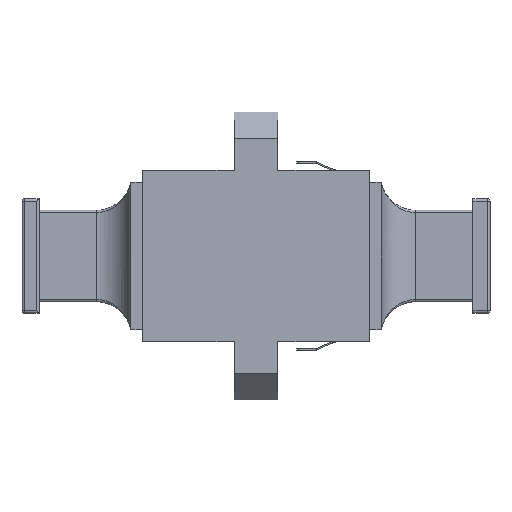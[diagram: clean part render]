
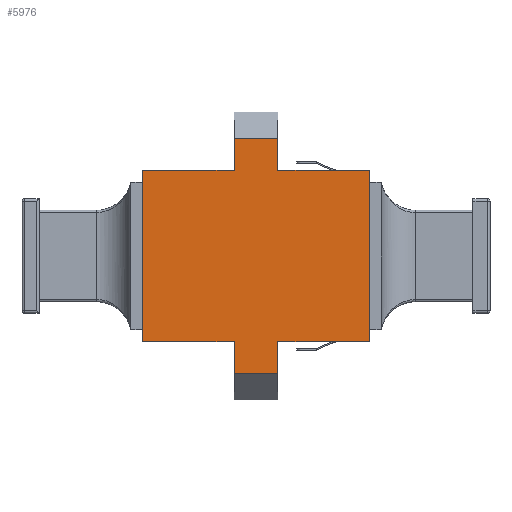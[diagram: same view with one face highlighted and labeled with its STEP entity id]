
A CAD part, front view. The second image highlights one B-rep face of the part: STEP entity #5976.
In plain terms, the highlighted planar face has unit normal (0, -1, 0).
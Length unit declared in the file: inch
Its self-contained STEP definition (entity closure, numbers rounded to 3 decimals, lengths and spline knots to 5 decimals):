
#40 = CARTESIAN_POINT ( 'NONE',  ( 0.075, -0.193, 0.405 ) ) ;
#477 = ORIENTED_EDGE ( 'NONE', *, *, #1001, .T. ) ;
#512 = DIRECTION ( 'NONE',  ( 0., 0., 1. ) ) ;
#554 = EDGE_CURVE ( 'NONE', #5238, #721, #4688, .T. ) ;
#606 = DIRECTION ( 'NONE',  ( -1., 0., 0. ) ) ;
#718 = VERTEX_POINT ( 'NONE', #4485 ) ;
#721 = VERTEX_POINT ( 'NONE', #5790 ) ;
#871 = CARTESIAN_POINT ( 'NONE',  ( 0.391, -0.193, 0.294 ) ) ;
#907 = CARTESIAN_POINT ( 'NONE',  ( -0.075, -0.193, 0.495 ) ) ;
#949 = DIRECTION ( 'NONE',  ( 0., 0., -1. ) ) ;
#1001 = EDGE_CURVE ( 'NONE', #2984, #718, #5477, .T. ) ;
#1041 = ORIENTED_EDGE ( 'NONE', *, *, #3680, .F. ) ;
#1121 = VECTOR ( 'NONE', #4180, 39.37008 ) ;
#1153 = VECTOR ( 'NONE', #5339, 39.37008 ) ;
#1163 = EDGE_LOOP ( 'NONE', ( #477, #6405, #2684, #8287, #1041, #5335, #2219, #2766, #1240, #7952, #4270, #3455 ) ) ;
#1181 = LINE ( 'NONE', #2234, #1567 ) ;
#1240 = ORIENTED_EDGE ( 'NONE', *, *, #1505, .T. ) ;
#1277 = DIRECTION ( 'NONE',  ( 0., 0., -1. ) ) ;
#1505 = EDGE_CURVE ( 'NONE', #8331, #5238, #4166, .T. ) ;
#1531 = DIRECTION ( 'NONE',  ( -1., 0., 0. ) ) ;
#1567 = VECTOR ( 'NONE', #6724, 39.37008 ) ;
#1575 = VECTOR ( 'NONE', #949, 39.37008 ) ;
#1707 = CARTESIAN_POINT ( 'NONE',  ( 0.075, -0.193, 0.495 ) ) ;
#1810 = AXIS2_PLACEMENT_3D ( 'NONE', #5645, #4359, #512 ) ;
#2084 = VECTOR ( 'NONE', #5393, 39.37008 ) ;
#2176 = EDGE_CURVE ( 'NONE', #2984, #3821, #7584, .T. ) ;
#2219 = ORIENTED_EDGE ( 'NONE', *, *, #3981, .F. ) ;
#2234 = CARTESIAN_POINT ( 'NONE',  ( 0.391, -0.193, -0.294 ) ) ;
#2284 = CARTESIAN_POINT ( 'NONE',  ( 0.391, -0.193, 0.294 ) ) ;
#2640 = DIRECTION ( 'NONE',  ( -1., 0., 0. ) ) ;
#2684 = ORIENTED_EDGE ( 'NONE', *, *, #6003, .F. ) ;
#2688 = LINE ( 'NONE', #4491, #5536 ) ;
#2766 = ORIENTED_EDGE ( 'NONE', *, *, #3703, .T. ) ;
#2827 = VERTEX_POINT ( 'NONE', #7595 ) ;
#2901 = VECTOR ( 'NONE', #2640, 39.37008 ) ;
#2984 = VERTEX_POINT ( 'NONE', #7049 ) ;
#3282 = VERTEX_POINT ( 'NONE', #2284 ) ;
#3419 = VERTEX_POINT ( 'NONE', #8372 ) ;
#3455 = ORIENTED_EDGE ( 'NONE', *, *, #2176, .F. ) ;
#3507 = CARTESIAN_POINT ( 'NONE',  ( 0.075, -0.193, 0.405 ) ) ;
#3680 = EDGE_CURVE ( 'NONE', #3282, #3419, #6120, .T. ) ;
#3703 = EDGE_CURVE ( 'NONE', #4313, #8331, #7004, .T. ) ;
#3744 = CARTESIAN_POINT ( 'NONE',  ( 0.391, -0.193, -0.294 ) ) ;
#3804 = FACE_OUTER_BOUND ( 'NONE', #1163, .T. ) ;
#3821 = VERTEX_POINT ( 'NONE', #8194 ) ;
#3963 = LINE ( 'NONE', #6579, #1153 ) ;
#3981 = EDGE_CURVE ( 'NONE', #4313, #2827, #2688, .T. ) ;
#4166 = LINE ( 'NONE', #5467, #4650 ) ;
#4180 = DIRECTION ( 'NONE',  ( 0., 0., -1. ) ) ;
#4270 = ORIENTED_EDGE ( 'NONE', *, *, #5845, .T. ) ;
#4313 = VERTEX_POINT ( 'NONE', #40 ) ;
#4359 = DIRECTION ( 'NONE',  ( 0., 1., 0. ) ) ;
#4391 = PLANE ( 'NONE',  #1810 ) ;
#4485 = CARTESIAN_POINT ( 'NONE',  ( -0.075, -0.193, -0.405 ) ) ;
#4491 = CARTESIAN_POINT ( 'NONE',  ( 0.075, -0.193, 0.495 ) ) ;
#4498 = VECTOR ( 'NONE', #1531, 39.37008 ) ;
#4650 = VECTOR ( 'NONE', #7396, 39.37008 ) ;
#4660 = CARTESIAN_POINT ( 'NONE',  ( 0.391, -0.193, 0.294 ) ) ;
#4688 = LINE ( 'NONE', #5540, #5309 ) ;
#4795 = CARTESIAN_POINT ( 'NONE',  ( 0.075, -0.193, -0.405 ) ) ;
#4882 = EDGE_CURVE ( 'NONE', #3282, #2827, #8238, .T. ) ;
#5238 = VERTEX_POINT ( 'NONE', #6692 ) ;
#5282 = VERTEX_POINT ( 'NONE', #7512 ) ;
#5309 = VECTOR ( 'NONE', #6128, 39.37008 ) ;
#5335 = ORIENTED_EDGE ( 'NONE', *, *, #4882, .T. ) ;
#5339 = DIRECTION ( 'NONE',  ( 1., 0., 0. ) ) ;
#5393 = DIRECTION ( 'NONE',  ( 0., 0., -1. ) ) ;
#5467 = CARTESIAN_POINT ( 'NONE',  ( -0.075, -0.193, 0.495 ) ) ;
#5477 = LINE ( 'NONE', #907, #1121 ) ;
#5536 = VECTOR ( 'NONE', #1277, 39.37008 ) ;
#5540 = CARTESIAN_POINT ( 'NONE',  ( 0.391, -0.193, 0.294 ) ) ;
#5592 = CARTESIAN_POINT ( 'NONE',  ( -0.391, -0.193, 0.294 ) ) ;
#5645 = CARTESIAN_POINT ( 'NONE',  ( 0.075, -0.193, 0.495 ) ) ;
#5676 = EDGE_CURVE ( 'NONE', #718, #7578, #3963, .T. ) ;
#5790 = CARTESIAN_POINT ( 'NONE',  ( -0.391, -0.193, 0.294 ) ) ;
#5808 = CARTESIAN_POINT ( 'NONE',  ( -0.075, -0.193, 0.405 ) ) ;
#5845 = EDGE_CURVE ( 'NONE', #721, #3821, #6804, .T. ) ;
#5858 = VECTOR ( 'NONE', #606, 39.37008 ) ;
#5976 = ADVANCED_FACE ( 'NONE', ( #3804 ), #4391, .F. ) ;
#6003 = EDGE_CURVE ( 'NONE', #5282, #7578, #7837, .T. ) ;
#6117 = VECTOR ( 'NONE', #8199, 39.37008 ) ;
#6120 = LINE ( 'NONE', #871, #2084 ) ;
#6128 = DIRECTION ( 'NONE',  ( -1., 0., 0. ) ) ;
#6301 = EDGE_CURVE ( 'NONE', #3419, #5282, #1181, .T. ) ;
#6405 = ORIENTED_EDGE ( 'NONE', *, *, #5676, .T. ) ;
#6579 = CARTESIAN_POINT ( 'NONE',  ( 0.075, -0.193, -0.405 ) ) ;
#6692 = CARTESIAN_POINT ( 'NONE',  ( -0.075, -0.193, 0.294 ) ) ;
#6724 = DIRECTION ( 'NONE',  ( -1., 0., 0. ) ) ;
#6804 = LINE ( 'NONE', #5592, #1575 ) ;
#7004 = LINE ( 'NONE', #3507, #4498 ) ;
#7049 = CARTESIAN_POINT ( 'NONE',  ( -0.075, -0.193, -0.294 ) ) ;
#7396 = DIRECTION ( 'NONE',  ( 0., 0., -1. ) ) ;
#7512 = CARTESIAN_POINT ( 'NONE',  ( 0.075, -0.193, -0.294 ) ) ;
#7578 = VERTEX_POINT ( 'NONE', #4795 ) ;
#7584 = LINE ( 'NONE', #3744, #5858 ) ;
#7595 = CARTESIAN_POINT ( 'NONE',  ( 0.075, -0.193, 0.294 ) ) ;
#7837 = LINE ( 'NONE', #1707, #6117 ) ;
#7952 = ORIENTED_EDGE ( 'NONE', *, *, #554, .T. ) ;
#8194 = CARTESIAN_POINT ( 'NONE',  ( -0.391, -0.193, -0.294 ) ) ;
#8199 = DIRECTION ( 'NONE',  ( 0., 0., -1. ) ) ;
#8238 = LINE ( 'NONE', #4660, #2901 ) ;
#8287 = ORIENTED_EDGE ( 'NONE', *, *, #6301, .F. ) ;
#8331 = VERTEX_POINT ( 'NONE', #5808 ) ;
#8372 = CARTESIAN_POINT ( 'NONE',  ( 0.391, -0.193, -0.294 ) ) ;
